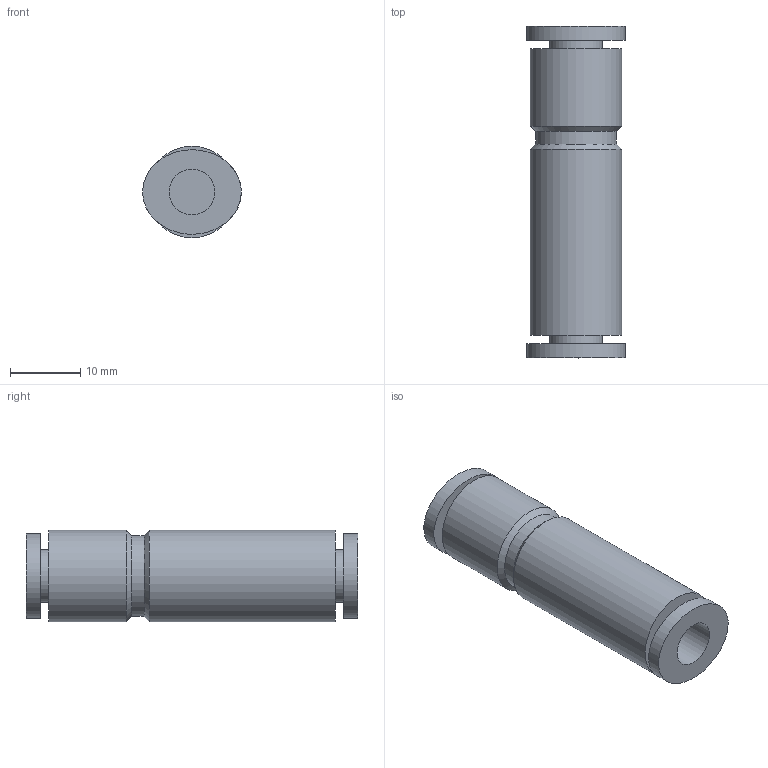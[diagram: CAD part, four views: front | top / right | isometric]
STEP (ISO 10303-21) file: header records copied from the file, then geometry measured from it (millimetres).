
FILE_DESCRIPTION(/* description */ ('Unknown'),/* implementation_level */ '2;1');
FILE_NAME(/* name */ 'P3S.1;4',/* time_stamp */ '2018-10-29T09:00:17-04:00',/* author */ ('Unknown'),/* organization */ ('Unknown'),/* preprocessor_version */ 'ST-DEVELOPER v16.7',/* originating_system */ 'DEX',/* authorisation */ $);
FILE_SCHEMA (('AUTOMOTIVE_DESIGN {1 0 10303 214 3 1 1}'));
Length unit declared in the file: millimetre
Products named in the file (1): P3S.1;4
Bounding box: 14 x 47.15 x 13 mm (x, y, z)
Volume: 4839.8 mm3; surface area: 3207 mm2
Topology: 1 solids, 1 shells, 19 faces, 32 edges, 21 vertices
Faces by surface type: plane 8, cylinder 7, cone 2, bspline 2
Full cylindrical faces by diameter (mm): 6.5 x2, 7.5 x2, 11.5 x1, 13 x2
Entity records: 440 total; most frequent: CARTESIAN_POINT 98, DIRECTION 72, ORIENTED_EDGE 36, EDGE_LOOP 36, FACE_BOUND 36, AXIS2_PLACEMENT_3D 36, ADVANCED_FACE 19, EDGE_CURVE 18
